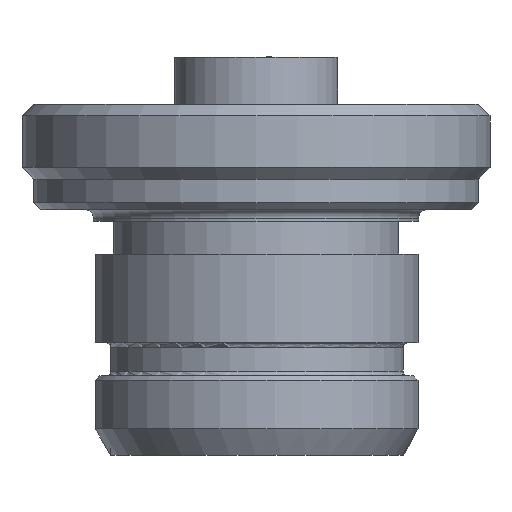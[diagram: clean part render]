
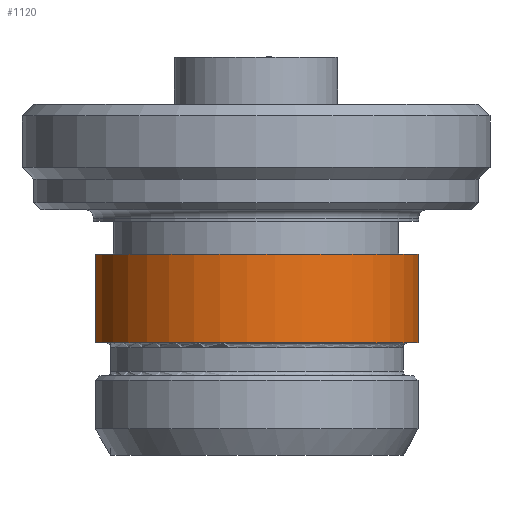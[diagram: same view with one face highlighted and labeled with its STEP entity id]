
A CAD part, left-side view. The second image highlights one B-rep face of the part: STEP entity #1120.
In plain terms, the highlighted cylindrical face has radius 6.95 mm (diameter 13.9 mm), a partial arc.
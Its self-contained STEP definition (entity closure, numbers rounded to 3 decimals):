
#104=CARTESIAN_POINT('',(0.,0.,-10.2));
#105=DIRECTION('',(0.,0.,-1.));
#106=DIRECTION('',(0.151,0.989,0.));
#107=AXIS2_PLACEMENT_3D('',#104,#105,#106);
#109=DIRECTION('',(0.,0.,-1.));
#110=VECTOR('',#109,3.8);
#111=CARTESIAN_POINT('',(-1.05,6.87,-6.4));
#112=LINE('135',#111,#110);
#113=CARTESIAN_POINT('',(0.,0.,-6.4));
#114=DIRECTION('',(0.,0.,1.));
#115=DIRECTION('',(-0.151,0.989,0.));
#116=AXIS2_PLACEMENT_3D('',#113,#114,#115);
#118=DIRECTION('',(0.,0.,-1.));
#119=VECTOR('',#118,3.8);
#120=CARTESIAN_POINT('',(1.05,6.87,-6.4));
#121=LINE('129',#120,#119);
#907=CARTESIAN_POINT('',(1.05,6.87,-10.2));
#909=VERTEX_POINT('',#907);
#911=CARTESIAN_POINT('',(-1.05,6.87,-10.2));
#913=VERTEX_POINT('',#911);
#915=CARTESIAN_POINT('',(1.05,6.87,-6.4));
#916=VERTEX_POINT('',#915);
#921=CARTESIAN_POINT('',(-1.05,6.87,-6.4));
#922=VERTEX_POINT('',#921);
#1108=CARTESIAN_POINT('',(0.,0.,0.75));
#1109=DIRECTION('',(0.,0.,-1.));
#1110=DIRECTION('',(0.,-1.,0.));
#1111=AXIS2_PLACEMENT_3D('',#1108,#1109,#1110);
#1112=CYLINDRICAL_SURFACE('42',#1111,6.95);
#1114=ORIENTED_EDGE('144',*,*,#1113,.T.);
#1115=ORIENTED_EDGE('135',*,*,#1061,.F.);
#1116=ORIENTED_EDGE('145',*,*,#1095,.T.);
#1117=ORIENTED_EDGE('129',*,*,#992,.T.);
#1118=EDGE_LOOP('42',(#1114,#1115,#1116,#1117));
#1119=FACE_OUTER_BOUND('42',#1118,.F.);
#108=CIRCLE('144',#107,6.95);
#117=CIRCLE('145',#116,6.95);
#992=EDGE_CURVE('129',#916,#909,#121,.T.);
#1061=EDGE_CURVE('135',#922,#913,#112,.T.);
#1095=EDGE_CURVE('145',#922,#916,#117,.T.);
#1113=EDGE_CURVE('144',#909,#913,#108,.T.);
#1120=ADVANCED_FACE('42',(#1119),#1112,.T.);
